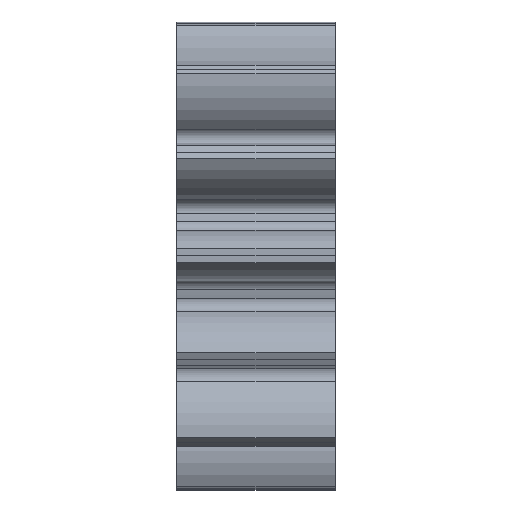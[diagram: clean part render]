
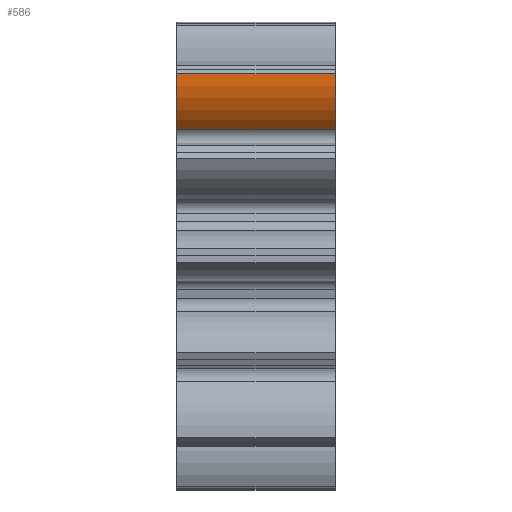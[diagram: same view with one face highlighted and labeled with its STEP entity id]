
A CAD part, top view. The second image highlights one B-rep face of the part: STEP entity #586.
In plain terms, the highlighted cylindrical face has radius 3.591 mm (diameter 7.182 mm), a partial arc.
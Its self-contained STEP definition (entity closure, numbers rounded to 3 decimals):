
#547=CARTESIAN_POINT('Axis2P3D Location',(4.,8.945,4.171)) ;
#552=CARTESIAN_POINT('Line Origine',(4.,9.156,7.756)) ;
#556=CARTESIAN_POINT('Vertex',(0.,9.156,7.756)) ;
#558=CARTESIAN_POINT('Vertex',(8.,9.156,7.756)) ;
#561=CARTESIAN_POINT('Axis2P3D Location',(0.,8.945,4.171)) ;
#565=CARTESIAN_POINT('Vertex',(0.,6.346,6.649)) ;
#568=CARTESIAN_POINT('Line Origine',(4.,6.346,6.649)) ;
#572=CARTESIAN_POINT('Vertex',(8.,6.346,6.649)) ;
#575=CARTESIAN_POINT('Axis2P3D Location',(8.,8.945,4.171)) ;
#548=DIRECTION('Axis2P3D Direction',(1.,-0.,0.)) ;
#549=DIRECTION('Axis2P3D XDirection',(0.,0.059,0.998)) ;
#553=DIRECTION('Vector Direction',(1.,0.,0.)) ;
#562=DIRECTION('Axis2P3D Direction',(1.,-0.,0.)) ;
#569=DIRECTION('Vector Direction',(1.,0.,0.)) ;
#576=DIRECTION('Axis2P3D Direction',(1.,-0.,0.)) ;
#550=AXIS2_PLACEMENT_3D('Cylinder Axis2P3D',#547,#548,#549) ;
#563=AXIS2_PLACEMENT_3D('Circle Axis2P3D',#561,#562,$) ;
#577=AXIS2_PLACEMENT_3D('Circle Axis2P3D',#575,#576,$) ;
#581=ORIENTED_EDGE('',*,*,#560,.F.) ;
#582=ORIENTED_EDGE('',*,*,#567,.T.) ;
#583=ORIENTED_EDGE('',*,*,#574,.T.) ;
#584=ORIENTED_EDGE('',*,*,#579,.F.) ;
#554=VECTOR('Line Direction',#553,1.) ;
#570=VECTOR('Line Direction',#569,1.) ;
#586=ADVANCED_FACE('Corps principal',(#585),#551,.T.) ;
#564=CIRCLE('generated circle',#563,3.591) ;
#578=CIRCLE('generated circle',#577,3.591) ;
#551=CYLINDRICAL_SURFACE('generated cylinder',#550,3.591) ;
#560=EDGE_CURVE('',#557,#559,#555,.T.) ;
#567=EDGE_CURVE('',#557,#566,#564,.T.) ;
#574=EDGE_CURVE('',#566,#573,#571,.T.) ;
#579=EDGE_CURVE('',#559,#573,#578,.T.) ;
#580=EDGE_LOOP('',(#581,#582,#583,#584)) ;
#585=FACE_OUTER_BOUND('',#580,.T.) ;
#555=LINE('Line',#552,#554) ;
#571=LINE('Line',#568,#570) ;
#557=VERTEX_POINT('',#556) ;
#559=VERTEX_POINT('',#558) ;
#566=VERTEX_POINT('',#565) ;
#573=VERTEX_POINT('',#572) ;
